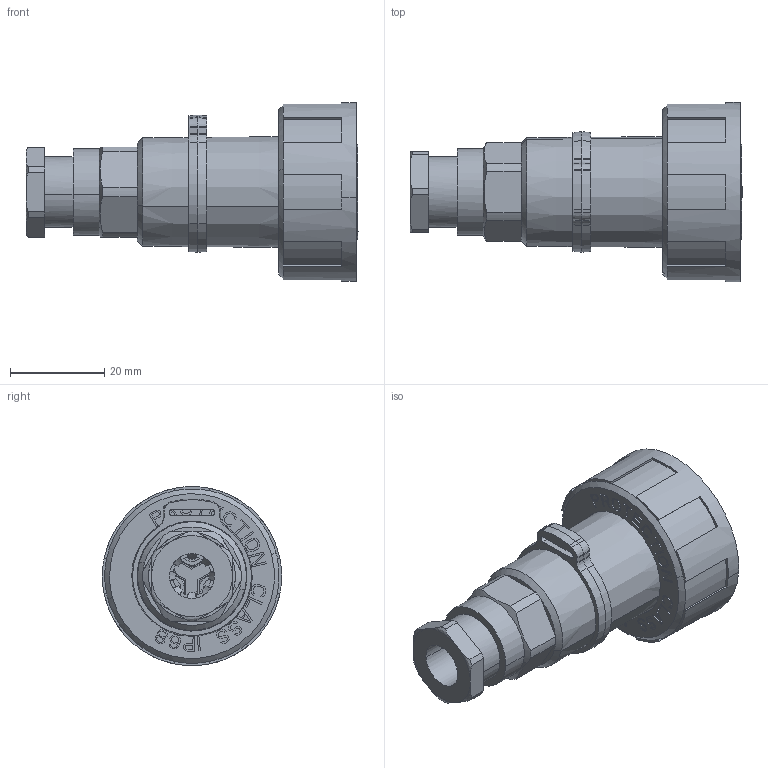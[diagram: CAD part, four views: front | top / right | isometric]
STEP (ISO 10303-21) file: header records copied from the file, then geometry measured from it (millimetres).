
FILE_DESCRIPTION(('STEP AP242'),'1');
FILE_NAME('px0731-p.stp','2023-05-09T13:25:21',('TraceParts'),('TraceParts S.A.'),'Spatial InterOp 3D',' ',' ');
FILE_SCHEMA(('AP242_MANAGED_MODEL_BASED_3D_ENGINEERING_MIM_LF {1 0 10303 442 1 1 4}'));
Length unit declared in the file: millimetre
Products named in the file (1): px0731-p_1
Bounding box: 70.36 x 37.97 x 37.93 mm (x, y, z)
Volume: 21593.6 mm3; surface area: 21816.1 mm2
Topology: 5 solids, 5 shells, 1110 faces, 3286 edges, 2213 vertices
Faces by surface type: plane 806, cone 139, cylinder 133, bspline 32
Entity records: 69612 total; most frequent: CARTESIAN_POINT 28970, ORIENTED_EDGE 6560, DIRECTION 5656, EDGE_CURVE 3280, LINE 2318, VECTOR 2318, VERTEX_POINT 2213, PRESENTATION_STYLE_ASSIGNMENT 1846
